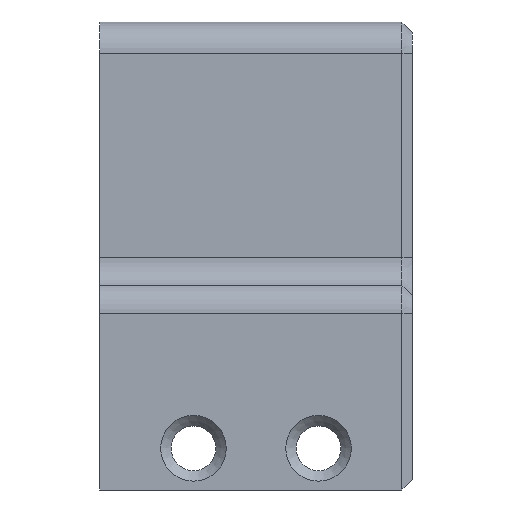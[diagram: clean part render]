
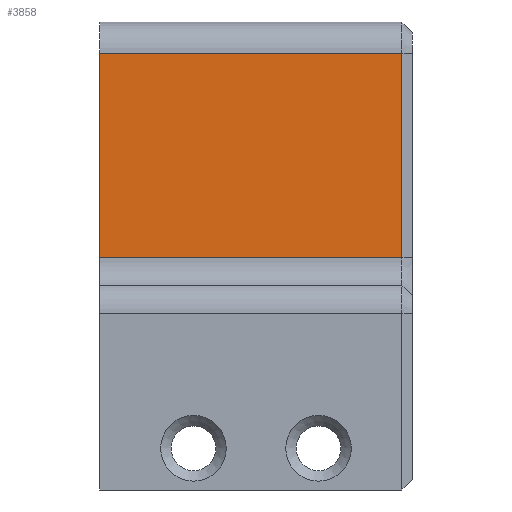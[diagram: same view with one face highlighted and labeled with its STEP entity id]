
A CAD part, left-side view. The second image highlights one B-rep face of the part: STEP entity #3858.
In plain terms, the highlighted planar face has unit normal (-1, 0, 0).
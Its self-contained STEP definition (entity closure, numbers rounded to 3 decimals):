
#236=FACE_OUTER_BOUND('',#488,.T.);
#488=EDGE_LOOP('',(#2867,#2868,#2869,#2870));
#752=LINE('',#5674,#1238);
#827=LINE('',#5857,#1313);
#879=LINE('',#5961,#1365);
#880=LINE('',#5963,#1366);
#1238=VECTOR('',#4534,10.);
#1313=VECTOR('',#4681,10.);
#1365=VECTOR('',#4739,10.);
#1366=VECTOR('',#4742,10.);
#1703=VERTEX_POINT('',#5667);
#1705=VERTEX_POINT('',#5673);
#1776=VERTEX_POINT('',#5854);
#1777=VERTEX_POINT('',#5856);
#2048=EDGE_CURVE('',#1703,#1705,#752,.T.);
#2140=EDGE_CURVE('',#1776,#1777,#827,.T.);
#2193=EDGE_CURVE('',#1777,#1703,#879,.T.);
#2194=EDGE_CURVE('',#1705,#1776,#880,.T.);
#2867=ORIENTED_EDGE('',*,*,#2048,.F.);
#2868=ORIENTED_EDGE('',*,*,#2193,.F.);
#2869=ORIENTED_EDGE('',*,*,#2140,.F.);
#2870=ORIENTED_EDGE('',*,*,#2194,.F.);
#3685=PLANE('',#4144);
#3858=ADVANCED_FACE('',(#236),#3685,.T.);
#4144=AXIS2_PLACEMENT_3D('',#5962,#4740,#4741);
#4534=DIRECTION('',(0.,0.,-1.));
#4681=DIRECTION('',(0.,0.,1.));
#4739=DIRECTION('',(0.,-1.,0.));
#4740=DIRECTION('center_axis',(-1.,0.,0.));
#4741=DIRECTION('ref_axis',(0.,0.,1.));
#4742=DIRECTION('',(0.,1.,0.));
#5667=CARTESIAN_POINT('',(0.4,1.,31.6));
#5673=CARTESIAN_POINT('',(0.4,1.,12.));
#5674=CARTESIAN_POINT('',(0.4,1.,10.575));
#5854=CARTESIAN_POINT('',(0.4,30.,12.));
#5856=CARTESIAN_POINT('',(0.4,30.,31.6));
#5857=CARTESIAN_POINT('',(0.4,30.,9.));
#5961=CARTESIAN_POINT('',(0.4,0.,31.6));
#5962=CARTESIAN_POINT('Origin',(0.4,0.,9.));
#5963=CARTESIAN_POINT('',(0.4,0.,12.));
